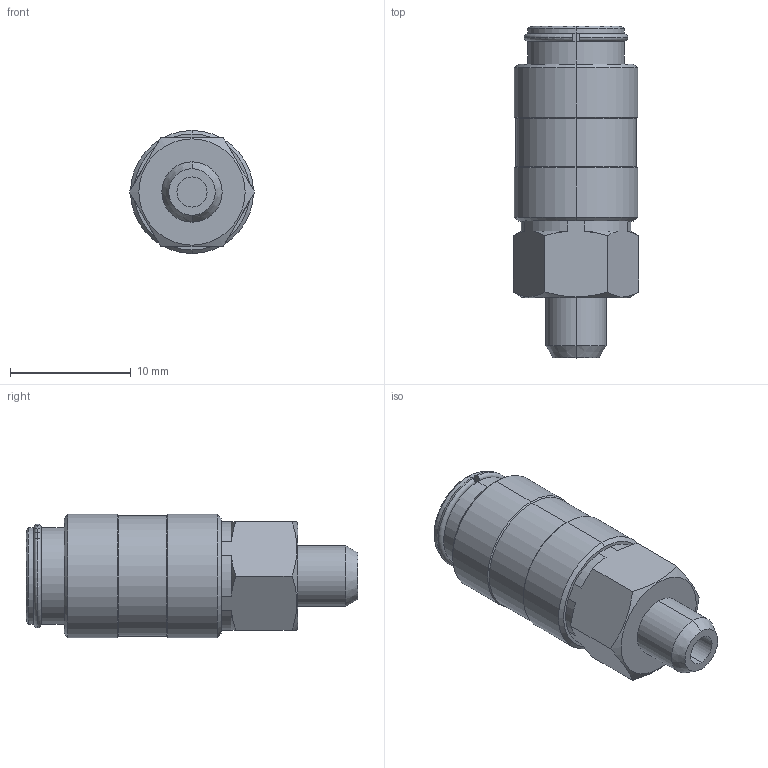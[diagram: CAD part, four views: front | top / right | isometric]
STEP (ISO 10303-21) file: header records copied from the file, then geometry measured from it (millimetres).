
FILE_DESCRIPTION (( 'STEP AP203' ), '1' );
FILE_NAME ('GU20.1100M5', ( '' ), ( 'sopra-pneumatic' ), 'SwSTEP 2.0', 'SolidWorks 2011', '' );
FILE_SCHEMA (( 'CONFIG_CONTROL_DESIGN' ));
Length unit declared in the file: millimetre
Products named in the file (1): 07200100
Bounding box: 10.39 x 27.5 x 10.2 mm (x, y, z)
Volume: 1468.7 mm3; surface area: 1207.4 mm2
Topology: 2 solids, 2 shells, 65 faces, 144 edges, 90 vertices
Faces by surface type: cylinder 24, cone 22, plane 17, torus 2
Entity records: 1951 total; most frequent: CARTESIAN_POINT 428, DIRECTION 314, ORIENTED_EDGE 288, EDGE_CURVE 144, AXIS2_PLACEMENT_3D 128, VERTEX_POINT 90, EDGE_LOOP 72, ADVANCED_FACE 65
